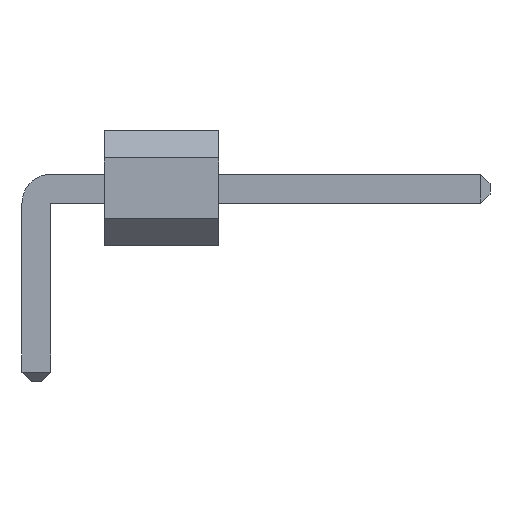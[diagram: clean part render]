
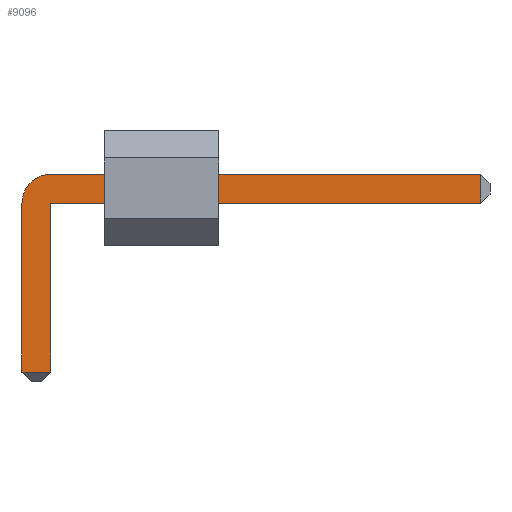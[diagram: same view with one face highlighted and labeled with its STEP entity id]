
A CAD part, front view. The second image highlights one B-rep face of the part: STEP entity #9096.
In plain terms, the highlighted planar face has unit normal (0, -1, 0).
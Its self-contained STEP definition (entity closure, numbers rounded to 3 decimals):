
#8881 = VERTEX_POINT('',#8882);
#8882 = CARTESIAN_POINT('',(0.32,-0.32,1.58));
#8888 = EDGE_CURVE('',#8881,#8889,#8891,.T.);
#8889 = VERTEX_POINT('',#8890);
#8890 = CARTESIAN_POINT('',(9.84,-0.32,1.58));
#8891 = LINE('',#8892,#8893);
#8892 = CARTESIAN_POINT('',(0.,-0.32,1.58));
#8893 = VECTOR('',#8894,1.);
#8894 = DIRECTION('',(1.,0.,0.));
#8912 = VERTEX_POINT('',#8913);
#8913 = CARTESIAN_POINT('',(-0.32,-0.32,0.94));
#8919 = EDGE_CURVE('',#8881,#8912,#8920,.T.);
#8920 = CIRCLE('',#8921,0.64);
#8921 = AXIS2_PLACEMENT_3D('',#8922,#8923,#8924);
#8922 = CARTESIAN_POINT('',(0.32,-0.32,0.94));
#8923 = DIRECTION('',(0.,-1.,0.));
#8924 = DIRECTION('',(0.,0.,-1.));
#8968 = VERTEX_POINT('',#8969);
#8969 = CARTESIAN_POINT('',(-0.32,-0.32,-2.8));
#8975 = EDGE_CURVE('',#8912,#8968,#8976,.T.);
#8976 = LINE('',#8977,#8978);
#8977 = CARTESIAN_POINT('',(-0.32,-0.32,0.94));
#8978 = VECTOR('',#8979,1.);
#8979 = DIRECTION('',(0.,0.,-1.));
#8992 = VERTEX_POINT('',#8993);
#8993 = CARTESIAN_POINT('',(9.84,-0.32,0.94));
#8999 = EDGE_CURVE('',#8992,#9000,#9002,.T.);
#9000 = VERTEX_POINT('',#9001);
#9001 = CARTESIAN_POINT('',(0.32,-0.32,0.94));
#9002 = LINE('',#9003,#9004);
#9003 = CARTESIAN_POINT('',(0.,-0.32,0.94));
#9004 = VECTOR('',#9005,1.);
#9005 = DIRECTION('',(-1.,0.,0.));
#9054 = VERTEX_POINT('',#9055);
#9055 = CARTESIAN_POINT('',(0.32,-0.32,-2.8));
#9061 = EDGE_CURVE('',#9000,#9054,#9062,.T.);
#9062 = LINE('',#9063,#9064);
#9063 = CARTESIAN_POINT('',(0.32,-0.32,0.94));
#9064 = VECTOR('',#9065,1.);
#9065 = DIRECTION('',(0.,0.,-1.));
#9096 = ADVANCED_FACE('',(#9097),#9116,.T.);
#9097 = FACE_BOUND('',#9098,.T.);
#9098 = EDGE_LOOP('',(#9099,#9100,#9101,#9102,#9108,#9109,#9110));
#9099 = ORIENTED_EDGE('',*,*,#8888,.F.);
#9100 = ORIENTED_EDGE('',*,*,#8919,.T.);
#9101 = ORIENTED_EDGE('',*,*,#8975,.T.);
#9102 = ORIENTED_EDGE('',*,*,#9103,.F.);
#9103 = EDGE_CURVE('',#9054,#8968,#9104,.T.);
#9104 = LINE('',#9105,#9106);
#9105 = CARTESIAN_POINT('',(0.32,-0.32,-2.8));
#9106 = VECTOR('',#9107,1.);
#9107 = DIRECTION('',(-1.,0.,0.));
#9108 = ORIENTED_EDGE('',*,*,#9061,.F.);
#9109 = ORIENTED_EDGE('',*,*,#8999,.F.);
#9110 = ORIENTED_EDGE('',*,*,#9111,.F.);
#9111 = EDGE_CURVE('',#8889,#8992,#9112,.T.);
#9112 = LINE('',#9113,#9114);
#9113 = CARTESIAN_POINT('',(9.84,-0.32,1.58));
#9114 = VECTOR('',#9115,1.);
#9115 = DIRECTION('',(0.,0.,-1.));
#9116 = PLANE('',#9117);
#9117 = AXIS2_PLACEMENT_3D('',#9118,#9119,#9120);
#9118 = CARTESIAN_POINT('',(3.578,-0.32,
    0.572));
#9119 = DIRECTION('',(0.,-1.,0.));
#9120 = DIRECTION('',(-1.,0.,0.));
